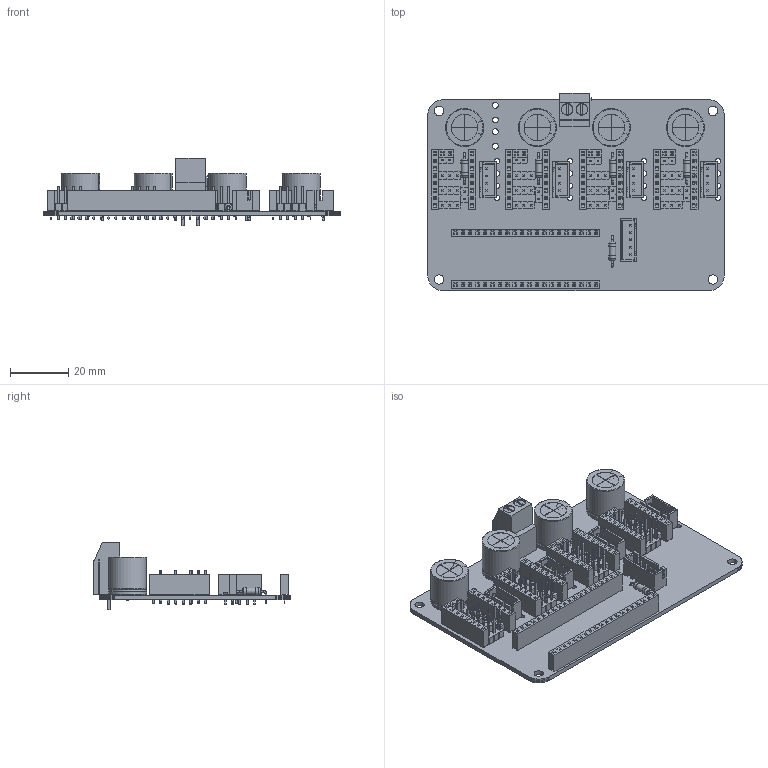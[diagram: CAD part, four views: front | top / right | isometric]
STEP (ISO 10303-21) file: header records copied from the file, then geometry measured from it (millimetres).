
FILE_DESCRIPTION(/* description */ (''),/* implementation_level */ '2;1');
FILE_NAME(/* name */ 'NyoomiesV4-Proper3D_File.step',/* time_stamp */ '2023-11-04T21:07:31Z',/* author */ (''),/* organization */ (''),/* preprocessor_version */ 'ST-DEVELOPER v19.2',/* originating_system */ 'Autodesk Translation Framework v12.6.0.85',/* authorisation */ '');
FILE_SCHEMA (('AUTOMOTIVE_DESIGN { 1 0 10303 214 3 1 1 }'));
Products named in the file (76): NyoomiesV4; PCB; Board Components; UART Header; SOLID (8); UART Resistor; DC_IN Terminal; SOLID; Driver Slots; M1; Socket; PinSocket_1x08_P2.54mm_Vertical; PinSocket_1x08_P2.54mm_Vertical_1; PinSocket_1x02_P2.54mm_Vertical; Headers; PinHeader_1x03_P2.54mm_Vertical; PinHeader_1x03_P2.54mm_Vertical_1; PinHeader_1x03_P2.54mm_Vertical_2; PinHeader_1x02_P2.54mm_Vertical; PinHeader_1x02_P2.54mm_Vertical_1; JST_XH_B4B-XH-A_1x04_P2.50mm_Vertical; CP_Radial_D13.0mm_P5.00mm; UART Resistor_1; M2; Socket (1); Headers (1); PinHeader_1x03_P2.54mm_Vertical_3; PinHeader_1x03_P2.54mm_Vertical_4; PinHeader_1x02_P2.54mm_Vertical_2; PinHeader_1x03_P2.54mm_Vertical_5; PinHeader_1x02_P2.54mm_Vertical_3; CP_Radial_D13.0mm_P5.00mm_1; JST_XH_B4B-XH-A_1x04_P2.50mm_Vertical_1; UART Resistor_2; PinSocket_1x02_P2.54mm_Vertical_1; PinSocket_1x08_P2.54mm_Vertical_2; PinSocket_1x08_P2.54mm_Vertical_3; M3; Socket (2); Headers (2) ...
Assembly tree (114 placements, depth 6):
  NyoomiesV4
    PCB
    Board Components
      UART Header
        SOLID (8)
      UART Resistor
        SOLID (1)
      DC_IN Terminal
        SOLID
    Driver Slots
      M1
        Socket
          PinSocket_1x08_P2.54mm_Vertical
            SOLID (3)
          PinSocket_1x08_P2.54mm_Vertical_1
            SOLID (3)
          PinSocket_1x02_P2.54mm_Vertical
            SOLID (4)
        Headers
          PinHeader_1x03_P2.54mm_Vertical
            SOLID (5)
          PinHeader_1x03_P2.54mm_Vertical_1
            SOLID (5)
          PinHeader_1x03_P2.54mm_Vertical_2
            SOLID (5)
          PinHeader_1x02_P2.54mm_Vertical
            SOLID (6)
          PinHeader_1x02_P2.54mm_Vertical_1
            SOLID (6)
        JST_XH_B4B-XH-A_1x04_P2.50mm_Vertical
          SOLID (7)
        CP_Radial_D13.0mm_P5.00mm
          SOLID (2)
        UART Resistor_1
          SOLID (1)
      M2
        Socket (1)
        Headers (1)
          PinHeader_1x03_P2.54mm_Vertical_3
            SOLID (5)
          PinHeader_1x03_P2.54mm_Vertical_4
            SOLID (5)
          PinHeader_1x02_P2.54mm_Vertical_2
            SOLID (6)
          PinHeader_1x03_P2.54mm_Vertical_5
            SOLID (5)
          PinHeader_1x02_P2.54mm_Vertical_3
            SOLID (6)
        CP_Radial_D13.0mm_P5.00mm_1
          SOLID (2)
        JST_XH_B4B-XH-A_1x04_P2.50mm_Vertical_1
          SOLID (7)
        UART Resistor_2
          SOLID (1)
        PinSocket_1x02_P2.54mm_Vertical_1
          SOLID (4)
        PinSocket_1x08_P2.54mm_Vertical_2
          SOLID (3)
        PinSocket_1x08_P2.54mm_Vertical_3
          SOLID (3)
Bounding box: 101.6 x 67.58 x 23 mm (x, y, z)
Volume: 25714.7 mm3; surface area: 34940 mm2
Topology: 50 solids, 54 shells, 6453 faces, 16361 edges, 10538 vertices
Faces by surface type: plane 6041, cylinder 340, torus 38, bspline 34
Full cylindrical faces by diameter (mm): 0.6 x20, 0.762 x4, 0.8 x10, 0.9 x8, 0.95 x5, 1 x136, 1.02 x40, 1.2 x4, 1.3 x2, 1.8 x16, 2 x4, 2.25 x5, 2.5 x10, 3.2 x4, 3.8 x2, 4 x2, 9.1 x4
Entity records: 65014 total; most frequent: CARTESIAN_POINT 11862, ORIENTED_EDGE 10302, DIRECTION 10014, EDGE_CURVE 5151, LINE 4558, VECTOR 4558, VERTEX_POINT 3345, AXIS2_PLACEMENT_3D 2728
